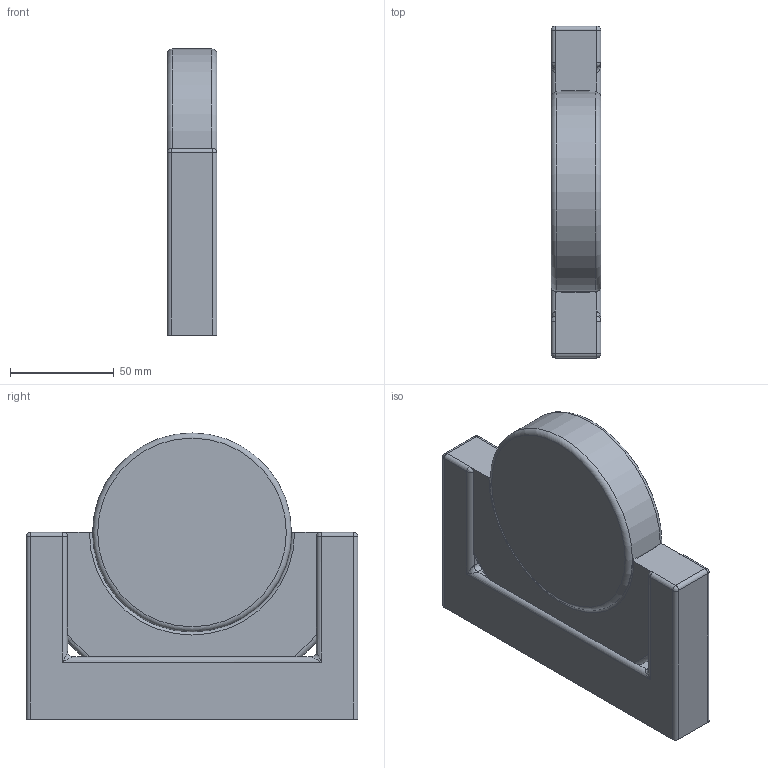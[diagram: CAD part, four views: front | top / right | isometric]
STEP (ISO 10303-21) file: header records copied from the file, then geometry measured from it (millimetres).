
FILE_DESCRIPTION(/* description */ (''),/* implementation_level */ '2;1');
FILE_NAME(/* name */ 'metal_bender_structuralTest v2.step',/* time_stamp */ '2024-04-09T21:21:20-04:00',/* author */ (''),/* organization */ (''),/* preprocessor_version */ 'ST-DEVELOPER v20',/* originating_system */ 'Autodesk Translation Framework v12.20.1.177',/* authorisation */ '');
FILE_SCHEMA (('AUTOMOTIVE_DESIGN { 1 0 10303 214 3 1 1 }'));
Length unit declared in the file: millimetre
Products named in the file (3): metal_bender_structuralTest; round; curving_stand
Assembly tree (2 placements, depth 2):
  metal_bender_structuralTest
    round
    curving_stand
Bounding box: 24 x 160 x 138 mm (x, y, z)
Volume: 413626.8 mm3; surface area: 56125.6 mm2
Topology: 2 solids, 2 shells, 61 faces, 154 edges, 89 vertices
Faces by surface type: cylinder 24, plane 17, torus 8, bspline 8, sphere 4
Full cylindrical faces by diameter (mm): 96 x1
Entity records: 2119 total; most frequent: CARTESIAN_POINT 609, DIRECTION 309, ORIENTED_EDGE 300, EDGE_CURVE 150, AXIS2_PLACEMENT_3D 121, VERTEX_POINT 89, LINE 67, VECTOR 67
